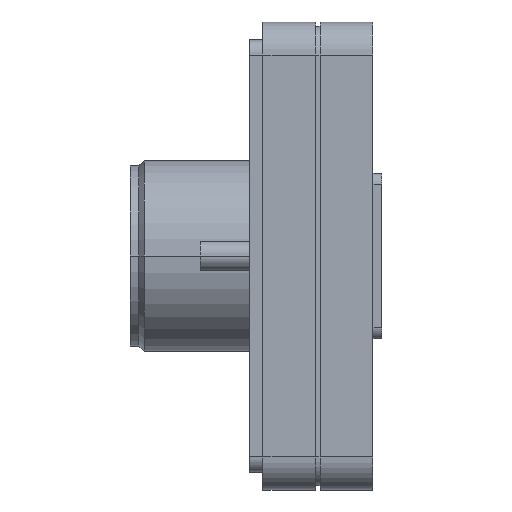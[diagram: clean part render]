
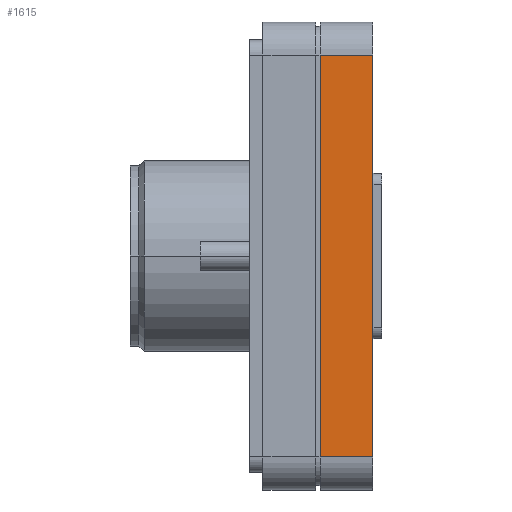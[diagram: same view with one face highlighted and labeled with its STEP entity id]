
A CAD part, left-side view. The second image highlights one B-rep face of the part: STEP entity #1615.
In plain terms, the highlighted planar face has unit normal (-1, 0, 0).
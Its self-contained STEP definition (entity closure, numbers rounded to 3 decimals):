
#1455=CARTESIAN_POINT('POINT87',(-61.,-12.7,
   23.19));
#1456=VERTEX_POINT('VERTEX87',#1455);
#1464=CARTESIAN_POINT('POINT88',(-61.,-12.7,-23.19));
#1465=VERTEX_POINT('VERTEX88',#1464);
#1466=CARTESIAN_POINT('POS172',(-61.,-12.7,23.19));
#1467=DIRECTION('DIR260',(0.,0.,
   -1.));
#1468=VECTOR('VEC84',#1467,25.4);
#1469=LINE('STRAIGHT84',#1466,#1468);
#1470=EDGE_CURVE('EDGE127',#1456,#1465,#1469,.T.);
#1567=CARTESIAN_POINT('POINT93',(-61.,-6.6,
   23.19));
#1568=VERTEX_POINT('VERTEX93',#1567);
#1576=CARTESIAN_POINT('POS186',(-61.,-12.7,
   23.19));
#1577=DIRECTION('DIR281',(0.,1.,0.));
#1578=VECTOR('VEC91',#1577,25.4);
#1579=LINE('STRAIGHT91',#1576,#1578);
#1580=EDGE_CURVE('EDGE137',#1456,#1568,#1579,.T.);
#1592=CARTESIAN_POINT('POINT94',(-61.,-6.6,-23.19));
#1593=VERTEX_POINT('VERTEX94',#1592);
#1594=CARTESIAN_POINT('POS188',(-61.,-6.6,23.19));
#1595=DIRECTION('DIR284',(0.,0.,
   -1.));
#1596=VECTOR('VEC92',#1595,25.4);
#1597=LINE('STRAIGHT92',#1594,#1596);
#1598=EDGE_CURVE('EDGE138',#1568,#1593,#1597,.T.);
#1599=ORIENTED_EDGE('COEDGE265',*,*,#1598,.T.);
#1600=CARTESIAN_POINT('POS189',(-61.,-12.7,-23.19));
#1601=DIRECTION('DIR285',(0.,1.,0.));
#1602=VECTOR('VEC93',#1601,25.4);
#1603=LINE('STRAIGHT93',#1600,#1602);
#1604=EDGE_CURVE('EDGE139',#1465,#1593,#1603,.T.);
#1605=ORIENTED_EDGE('COEDGE266',*,*,#1604,.F.);
#1606=ORIENTED_EDGE('COEDGE267',*,*,#1470,.F.);
#1607=ORIENTED_EDGE('COEDGE268',*,*,#1580,.T.);
#1608=EDGE_LOOP('NONE',(#1599,#1605,#1606,#1607));
#1609=FACE_BOUND('LOOP1',#1608,.T.);
#1610=CARTESIAN_POINT('POS190',(-61.,-12.7,
   23.19));
#1611=DIRECTION('DIR286',(-1.,0.,
   0.));
#1612=DIRECTION('DIR287',(0.,1.,
   0.));
#1613=AXIS2_PLACEMENT_3D('AXIS97',#1610,#1611,#1612);
#1614=PLANE('PLANE29',#1613);
#1615=ADVANCED_FACE('FACE51',(#1609),#1614,.T.);
